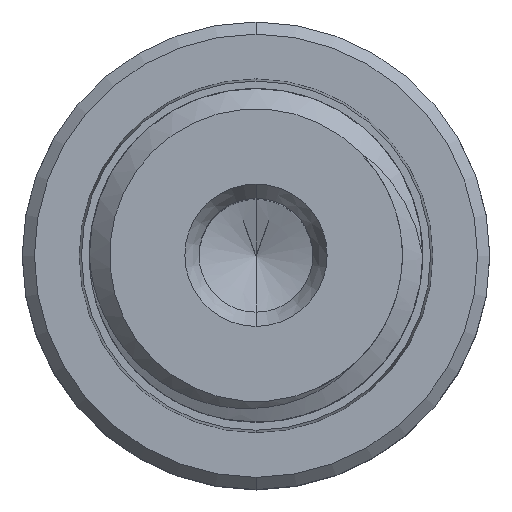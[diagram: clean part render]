
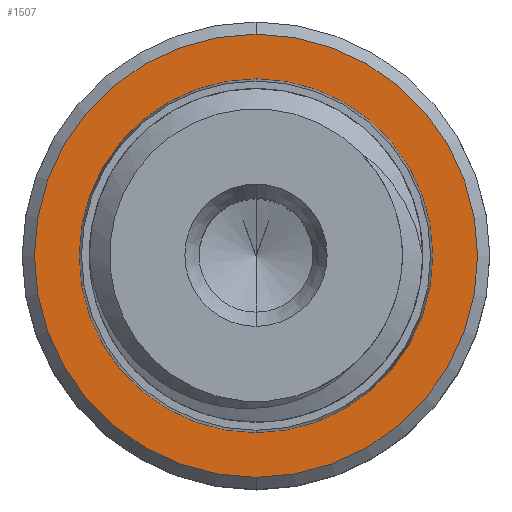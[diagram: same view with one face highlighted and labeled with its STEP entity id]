
A CAD part, top view. The second image highlights one B-rep face of the part: STEP entity #1507.
In plain terms, the highlighted face is planar.
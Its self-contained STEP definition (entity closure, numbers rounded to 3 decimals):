
#359=CARTESIAN_POINT('',(0.,0.,0.));
#360=DIRECTION('',(0.,0.,-1.));
#361=DIRECTION('',(0.,1.,0.));
#362=AXIS2_PLACEMENT_3D('',#359,#360,#361);
#367=CARTESIAN_POINT('',(0.,0.,0.));
#368=DIRECTION('',(0.,0.,1.));
#369=DIRECTION('',(0.,1.,0.));
#370=AXIS2_PLACEMENT_3D('',#367,#368,#369);
#375=CARTESIAN_POINT('',(0.,0.,0.));
#376=DIRECTION('',(0.,0.,1.));
#377=DIRECTION('',(0.,1.,0.));
#378=AXIS2_PLACEMENT_3D('',#375,#376,#377);
#383=CARTESIAN_POINT('',(0.,0.,0.));
#384=DIRECTION('',(0.,0.,1.));
#385=DIRECTION('',(0.,-1.,0.));
#386=AXIS2_PLACEMENT_3D('',#383,#384,#385);
#1107=CARTESIAN_POINT('',(0.,4.35,0.));
#1109=VERTEX_POINT('',#1107);
#1111=CARTESIAN_POINT('',(0.,-4.35,0.));
#1113=VERTEX_POINT('',#1111);
#1146=CARTESIAN_POINT('',(0.,5.45,0.));
#1147=CARTESIAN_POINT('',(0.,-5.45,0.));
#1148=VERTEX_POINT('',#1146);
#1149=VERTEX_POINT('',#1147);
#1492=CARTESIAN_POINT('',(0.,0.,0.));
#1493=DIRECTION('',(0.,0.,-1.));
#1494=DIRECTION('',(0.,-1.,0.));
#1495=AXIS2_PLACEMENT_3D('',#1492,#1493,#1494);
#1496=PLANE('',#1495);
#1497=ORIENTED_EDGE('',*,*,#1207,.T.);
#1498=ORIENTED_EDGE('',*,*,#1192,.T.);
#1499=EDGE_LOOP('',(#1497,#1498));
#1500=FACE_OUTER_BOUND('',#1499,.F.);
#1502=ORIENTED_EDGE('',*,*,#1501,.T.);
#1504=ORIENTED_EDGE('',*,*,#1503,.F.);
#1505=EDGE_LOOP('',(#1502,#1504));
#1506=FACE_BOUND('',#1505,.F.);
#363=CIRCLE('',#362,4.35);
#371=CIRCLE('',#370,4.35);
#379=CIRCLE('',#378,5.45);
#387=CIRCLE('',#386,5.45);
#1192=EDGE_CURVE('',#1149,#1148,#387,.T.);
#1207=EDGE_CURVE('',#1148,#1149,#379,.T.);
#1501=EDGE_CURVE('',#1109,#1113,#363,.T.);
#1503=EDGE_CURVE('',#1109,#1113,#371,.T.);
#1507=ADVANCED_FACE('',(#1500,#1506),#1496,.T.);
